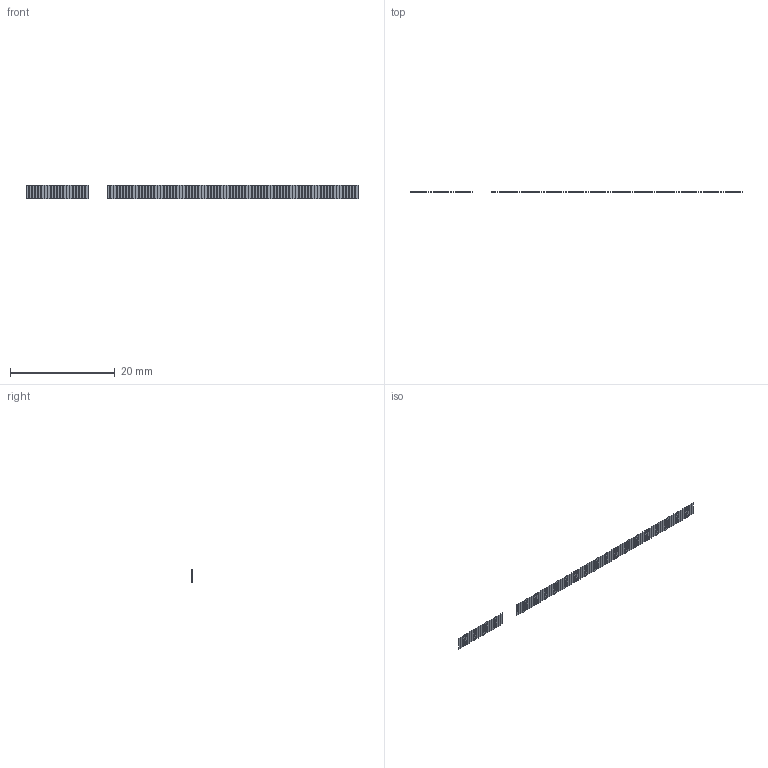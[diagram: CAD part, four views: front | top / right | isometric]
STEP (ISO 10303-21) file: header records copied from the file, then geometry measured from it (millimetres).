
FILE_DESCRIPTION (( 'STEP AP214' ), '1' );
FILE_NAME ('so-dimm-1mm.STEP', '2017-04-07T03:07:41', ( '' ), ( '' ), 'SwSTEP 2.0', 'SolidWorks 2016', '' );
FILE_SCHEMA (( 'AUTOMOTIVE_DESIGN' ));
Length unit declared in the file: millimetre
Products named in the file (1): so-dimm-1mm
Bounding box: 63.45 x 0.01 x 2.55 mm (x, y, z)
Volume: 1.1 mm3; surface area: 235.5 mm2
Topology: 100 solids, 100 shells, 600 faces, 1200 edges, 800 vertices
Faces by surface type: plane 600
Entity records: 16129 total; most frequent: CARTESIAN_POINT 2601, DIRECTION 2402, ORIENTED_EDGE 2400, LINE 1200, VECTOR 1200, EDGE_CURVE 1200, VERTEX_POINT 800, AXIS2_PLACEMENT_3D 601
